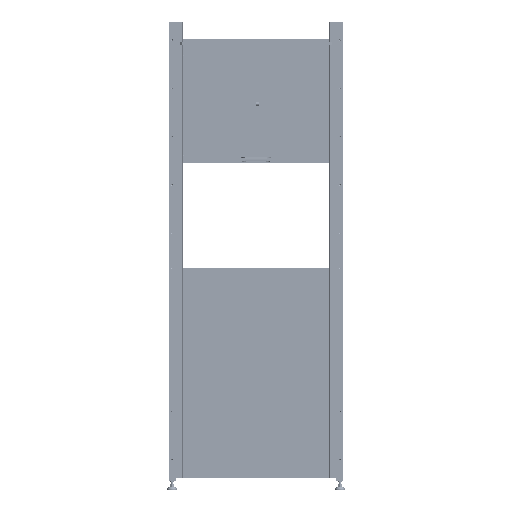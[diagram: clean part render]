
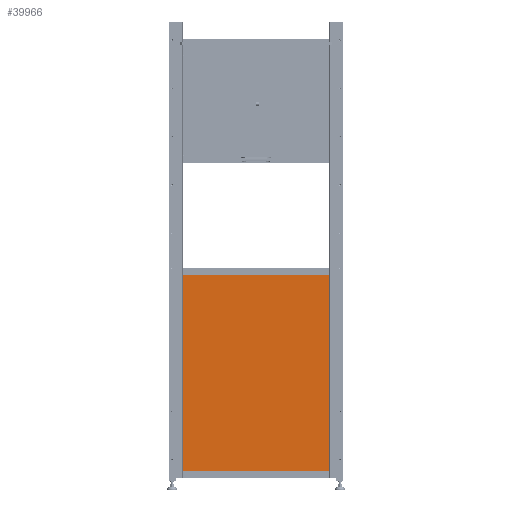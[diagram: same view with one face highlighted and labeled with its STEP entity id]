
A CAD part, front view. The second image highlights one B-rep face of the part: STEP entity #39966.
In plain terms, the highlighted planar face has unit normal (0, -1, 0).
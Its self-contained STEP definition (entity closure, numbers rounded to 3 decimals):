
#39966=ADVANCED_FACE('',(#47652),#47653,.T.);
#47652=FACE_OUTER_BOUND('',#58309,.T.);
#47653=PLANE('',#58310);
#58309=EDGE_LOOP('',(#70425,#70426,#70427,#70428));
#58310=AXIS2_PLACEMENT_3D('',#70429,#70430,#70431);
#70425=ORIENTED_EDGE('',*,*,#94038,.F.);
#70426=ORIENTED_EDGE('',*,*,#94041,.F.);
#70427=ORIENTED_EDGE('',*,*,#94033,.F.);
#70428=ORIENTED_EDGE('',*,*,#94029,.F.);
#70429=CARTESIAN_POINT('',(0.,-22.5,600.0));
#70430=DIRECTION('',(0.0,-1.0,0.));
#70431=DIRECTION('',(1.0,0.0,0.0));
#94029=EDGE_CURVE('',#103901,#103903,#103904,.T.);
#94033=EDGE_CURVE('',#103903,#103909,#103910,.T.);
#94038=EDGE_CURVE('',#103916,#103901,#103918,.T.);
#94041=EDGE_CURVE('',#103909,#103916,#103921,.T.);
#103901=VERTEX_POINT('',#119312);
#103903=VERTEX_POINT('',#119315);
#103904=LINE('',#119316,#119317);
#103909=VERTEX_POINT('',#119324);
#103910=LINE('',#119325,#119326);
#103916=VERTEX_POINT('',#119334);
#103918=LINE('',#119337,#119338);
#103921=LINE('',#119342,#119343);
#119312=CARTESIAN_POINT('',(-430.,-22.5,30.0));
#119315=CARTESIAN_POINT('',(-430.,-22.5,1170.0));
#119316=CARTESIAN_POINT('',(-430.,-22.5,600.0));
#119317=VECTOR('',#145162,1.0);
#119324=CARTESIAN_POINT('',(430.,-22.5,1170.0));
#119325=CARTESIAN_POINT('',(0.,-22.5,1170.0));
#119326=VECTOR('',#145165,1.0);
#119334=CARTESIAN_POINT('',(430.,-22.5,30.0));
#119337=CARTESIAN_POINT('',(0.,-22.5,30.0));
#119338=VECTOR('',#145169,1.0);
#119342=CARTESIAN_POINT('',(430.,-22.5,600.0));
#119343=VECTOR('',#145171,1.0);
#145162=DIRECTION('',(0.0,0.,1.0));
#145165=DIRECTION('',(1.0,0.0,0.0));
#145169=DIRECTION('',(-1.0,0.0,0.0));
#145171=DIRECTION('',(0.0,0.,-1.0));
